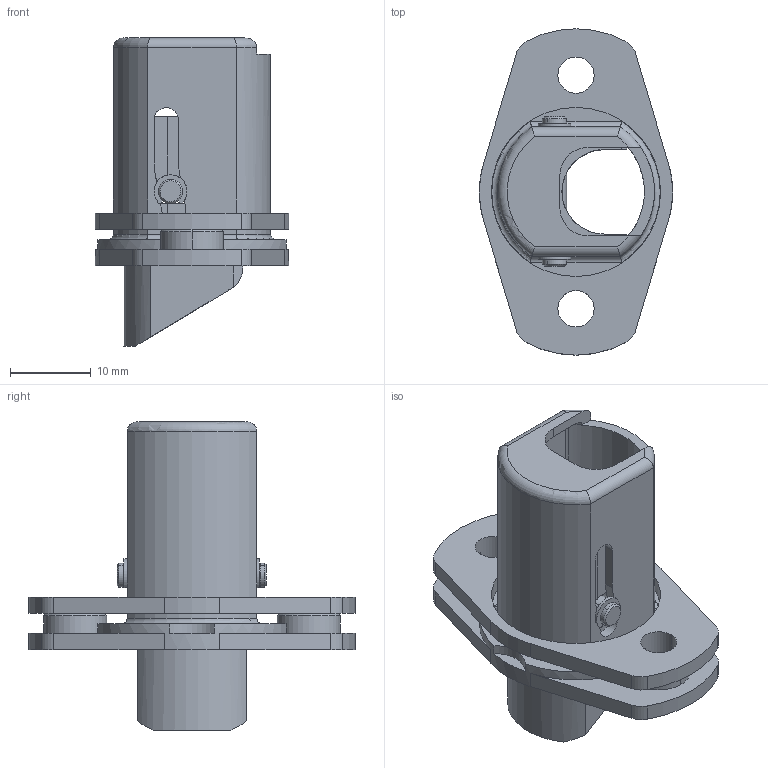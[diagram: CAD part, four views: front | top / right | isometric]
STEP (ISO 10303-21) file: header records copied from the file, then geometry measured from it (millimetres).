
FILE_DESCRIPTION((''),'2;1');
FILE_NAME('107089500_SW1','2019-10-16T18:28:25',('MLOLI'),(''),'CREO PARAMETRIC BY PTC INC, 2018420','CREO PARAMETRIC BY PTC INC, 2018420','');
FILE_SCHEMA(('CONFIG_CONTROL_DESIGN'));
Length unit declared in the file: millimetre
Products named in the file (1): 107089500_SW1
Bounding box: 24 x 40.5 x 38.25 mm (x, y, z)
Volume: 6360.1 mm3; surface area: 7118.6 mm2
Topology: 1 solids, 1 shells, 215 faces, 598 edges, 382 vertices
Faces by surface type: plane 93, cylinder 91, cone 16, torus 11, sphere 4
Entity records: 7433 total; most frequent: CARTESIAN_POINT 1658, DIRECTION 1265, ORIENTED_EDGE 1196, EDGE_CURVE 598, AXIS2_PLACEMENT_3D 477, VERTEX_POINT 382, VECTOR 311, LINE 311
